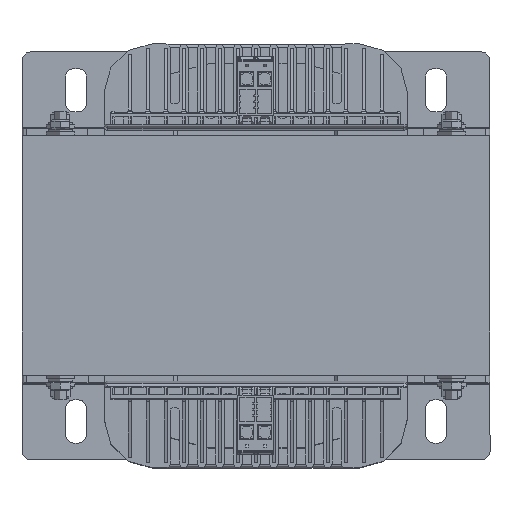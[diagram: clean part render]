
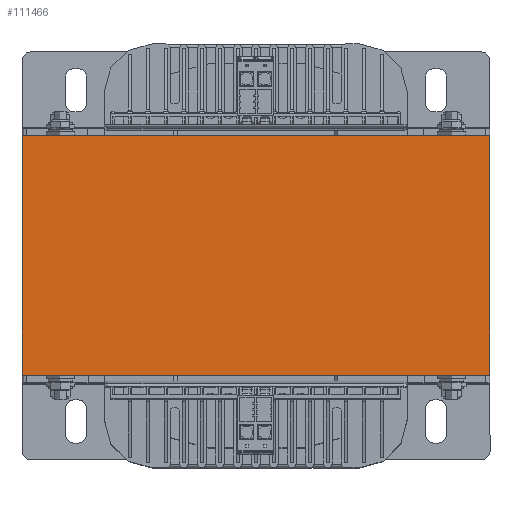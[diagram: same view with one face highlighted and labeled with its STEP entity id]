
A CAD part, top view. The second image highlights one B-rep face of the part: STEP entity #111466.
In plain terms, the highlighted planar face has unit normal (0, 0, 1).
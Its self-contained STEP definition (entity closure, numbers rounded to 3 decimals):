
#5968=FACE_OUTER_BOUND('',#11742,.T.);
#11742=EDGE_LOOP('',(#69553,#69554,#69555,#69556));
#17750=LINE('',#149224,#30276);
#17782=LINE('',#149304,#30308);
#17783=LINE('',#149306,#30309);
#17784=LINE('',#149307,#30310);
#30276=VECTOR('',#123921,1.);
#30308=VECTOR('',#123995,10.);
#30309=VECTOR('',#123996,1.);
#30310=VECTOR('',#123997,1.);
#42802=VERTEX_POINT('',#149222);
#42803=VERTEX_POINT('',#149223);
#42830=VERTEX_POINT('',#149303);
#42831=VERTEX_POINT('',#149305);
#53328=EDGE_CURVE('',#42802,#42803,#17750,.T.);
#53368=EDGE_CURVE('',#42803,#42830,#17782,.T.);
#53369=EDGE_CURVE('',#42830,#42831,#17783,.T.);
#53370=EDGE_CURVE('',#42831,#42802,#17784,.T.);
#69553=ORIENTED_EDGE('',*,*,#53368,.T.);
#69554=ORIENTED_EDGE('',*,*,#53369,.T.);
#69555=ORIENTED_EDGE('',*,*,#53370,.T.);
#69556=ORIENTED_EDGE('',*,*,#53328,.T.);
#101820=PLANE('',#117549);
#111466=ADVANCED_FACE('',(#5968),#101820,.T.);
#117549=AXIS2_PLACEMENT_3D('',#149302,#123993,#123994);
#123921=DIRECTION('',(1.,0.,0.));
#123993=DIRECTION('center_axis',(0.,0.,1.));
#123994=DIRECTION('ref_axis',(0.,-1.,0.));
#123995=DIRECTION('',(0.,1.,0.));
#123996=DIRECTION('',(-1.,0.,0.));
#123997=DIRECTION('',(0.,-1.,0.));
#149222=CARTESIAN_POINT('',(490.1,-68.222,113.5));
#149223=CARTESIAN_POINT('',(685.1,-68.222,113.5));
#149224=CARTESIAN_POINT('',(685.1,-68.222,113.5));
#149302=CARTESIAN_POINT('Origin',(490.1,1.778,113.5));
#149303=CARTESIAN_POINT('',(685.1,31.778,113.5));
#149304=CARTESIAN_POINT('',(685.1,11.778,113.5));
#149305=CARTESIAN_POINT('',(490.1,31.778,113.5));
#149306=CARTESIAN_POINT('',(685.1,31.778,113.5));
#149307=CARTESIAN_POINT('',(490.1,1.778,113.5));
